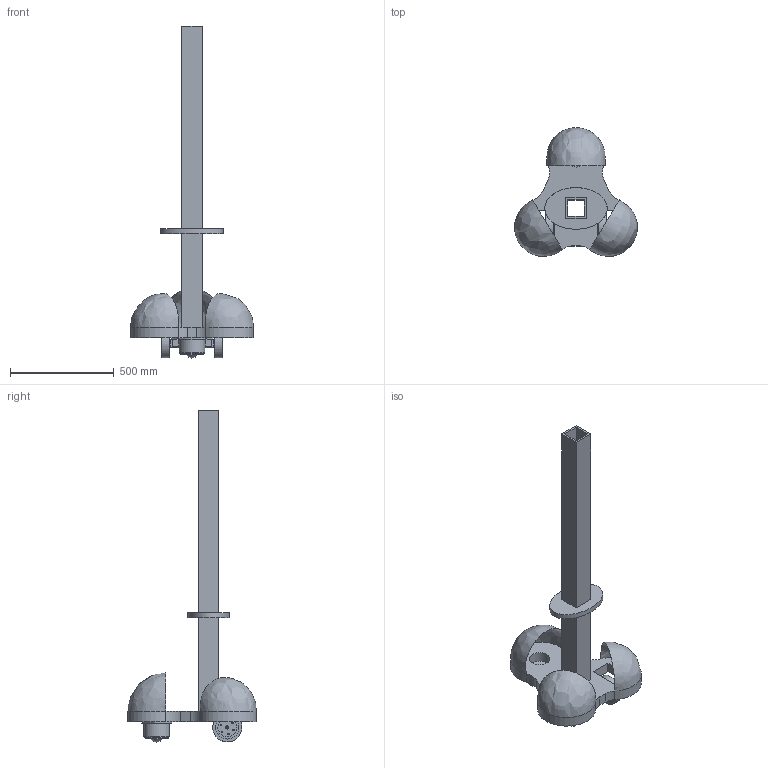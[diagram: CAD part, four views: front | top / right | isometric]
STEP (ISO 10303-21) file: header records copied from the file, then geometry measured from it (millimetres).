
FILE_DESCRIPTION(/* description */ (''),/* implementation_level */ '2;1');
FILE_NAME(/* name */ 'assembly v12.step',/* time_stamp */ '2024-02-08T23:25:38+05:30',/* author */ (''),/* organization */ (''),/* preprocessor_version */ 'ST-DEVELOPER v20',/* originating_system */ 'Autodesk Translation Framework v12.20.1.177',/* authorisation */ '');
FILE_SCHEMA (('AUTOMOTIVE_DESIGN { 1 0 10303 214 3 1 1 }'));
Length unit declared in the file: centimetre
Products named in the file (20): assembly; basepartextruded; STEPPER MOTOR NEMA 17; EasyMech 100mm Modified Heavy Duty(HD) Disc Wheels; STEPPER MOTOR NEMA 17_1; Component1; Component2; Component3; Component4; Component5; Component6; Component7; Component8; Component9; Component10; Component11; Component12; Component13; Component14; Caster Wheel
Assembly tree (34 placements, depth 3):
  assembly
    basepartextruded
    STEPPER MOTOR NEMA 17
      Component1
      Component2
      Component3
      Component4
      Component5
      Component6
      Component7
      Component8
      Component9
      Component10
      Component11
      Component12
      Component13
      Component14
    EasyMech 100mm Modified Heavy Duty(HD) Disc Wheels  x2
    STEPPER MOTOR NEMA 17_1
      Component1
      Component2
      Component3
      Component4
      Component5
      Component6
      Component7
      Component8
      Component9
      Component10
      Component11
      Component12
      Component13
      Component14
    Caster Wheel
Bounding box: 591.68 x 619.77 x 1598 mm (x, y, z)
Volume: 17118106.8 mm3; surface area: 2198267.6 mm2
Topology: 10 solids, 15 shells, 576 faces, 1493 edges, 978 vertices
Faces by surface type: plane 269, cylinder 256, bspline 33, cone 10, torus 8
Full cylindrical faces by diameter (mm): 0.5 x10, 2.529 x24, 3.086 x24, 5 x2, 5.5 x2, 7.28 x12, 8 x2, 9.2 x2, 15.4 x2, 19.6 x2, 21.9 x2, 22.4 x2, 76.234 x1, 87.434 x1, 91 x4, 98.634 x1, 100 x1, 109.834 x1, 112 x4, 118.541 x1, 123.2 x1, 140 x2
Entity records: 15943 total; most frequent: CARTESIAN_POINT 7524, ORIENTED_EDGE 1668, DIRECTION 1531, EDGE_CURVE 838, VERTEX_POINT 552, AXIS2_PLACEMENT_3D 539, LINE 453, VECTOR 453
